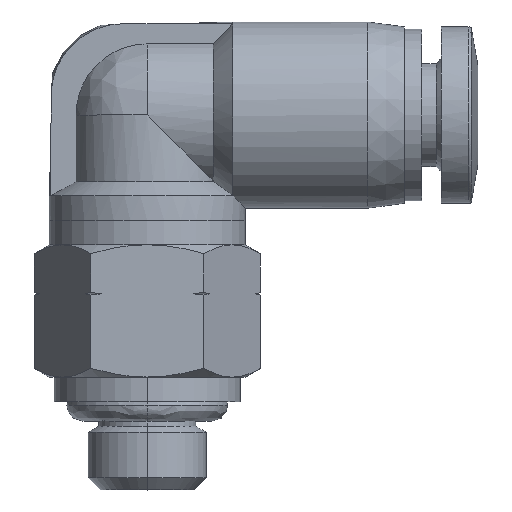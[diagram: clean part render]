
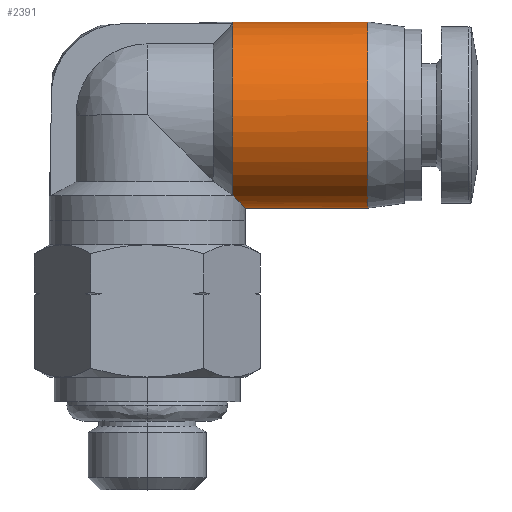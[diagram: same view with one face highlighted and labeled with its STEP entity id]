
A CAD part, top view. The second image highlights one B-rep face of the part: STEP entity #2391.
In plain terms, the highlighted cylindrical face has radius 3.8 mm (diameter 7.6 mm), a partial arc.
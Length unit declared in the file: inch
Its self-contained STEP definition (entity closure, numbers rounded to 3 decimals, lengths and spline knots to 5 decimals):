
#83 = FACE_OUTER_BOUND ( 'NONE', #1250, .T. ) ;
#222 = CARTESIAN_POINT ( 'NONE',  ( 0.35433, 0.3189, 0. ) ) ;
#236 = EDGE_CURVE ( 'NONE', #4154, #1904, #1649, .T. ) ;
#252 = ORIENTED_EDGE ( 'NONE', *, *, #1879, .T. ) ;
#350 = B_SPLINE_CURVE_WITH_KNOTS ( 'NONE', 3,
 ( #2481, #4631, #539, #3238 ),
 .UNSPECIFIED., .F., .F.,
 ( 4, 4 ),
 ( 0.5, 1. ),
 .UNSPECIFIED. ) ;
#403 = VERTEX_POINT ( 'NONE', #3409 ) ;
#449 = LINE ( 'NONE', #3254, #3289 ) ;
#452 = DIRECTION ( 'NONE',  ( 1., 0., 0. ) ) ;
#487 = DIRECTION ( 'NONE',  ( 1., 0., 0. ) ) ;
#539 = CARTESIAN_POINT ( 'NONE',  ( 0.1378, 0.31791, 0.01981 ) ) ;
#667 = ORIENTED_EDGE ( 'NONE', *, *, #3033, .F. ) ;
#944 = DIRECTION ( 'NONE',  ( 1., 0., 0. ) ) ;
#1010 = B_SPLINE_CURVE_WITH_KNOTS ( 'NONE', 3,
 ( #1472, #3736, #4088, #1861, #4441, #2246 ),
 .UNSPECIFIED., .F., .F.,
 ( 4, 2, 4 ),
 ( 0., 0.00102, 0.00204 ),
 .UNSPECIFIED. ) ;
#1115 = AXIS2_PLACEMENT_3D ( 'NONE', #3563, #1295, #3924 ) ;
#1116 = CARTESIAN_POINT ( 'NONE',  ( 0.1378, 0.3189, 0. ) ) ;
#1250 = EDGE_LOOP ( 'NONE', ( #3949, #3531, #1734, #2506, #252, #2821, #667 ) ) ;
#1295 = DIRECTION ( 'NONE',  ( -1., 0., 0. ) ) ;
#1330 = CARTESIAN_POINT ( 'NONE',  ( 0.15748, 0.01969, 0. ) ) ;
#1370 = CARTESIAN_POINT ( 'NONE',  ( 0.1378, 0.03976, 0.07485 ) ) ;
#1472 = CARTESIAN_POINT ( 'NONE',  ( 0.13892, 0.03937, 0.07418 ) ) ;
#1601 = VERTEX_POINT ( 'NONE', #1116 ) ;
#1649 = CIRCLE ( 'NONE', #2286, 0.14961 ) ;
#1734 = ORIENTED_EDGE ( 'NONE', *, *, #4352, .T. ) ;
#1861 = CARTESIAN_POINT ( 'NONE',  ( 0.15576, 0.02149, 0.02664 ) ) ;
#1879 = EDGE_CURVE ( 'NONE', #1601, #4154, #350, .T. ) ;
#1904 = VERTEX_POINT ( 'NONE', #3608 ) ;
#2246 = CARTESIAN_POINT ( 'NONE',  ( 0.15748, 0.01969, 0. ) ) ;
#2279 = EDGE_CURVE ( 'NONE', #4413, #403, #4036, .T. ) ;
#2286 = AXIS2_PLACEMENT_3D ( 'NONE', #3919, #4020, #3953 ) ;
#2315 = CARTESIAN_POINT ( 'NONE',  ( 0.1378, 0.31595, 0.02953 ) ) ;
#2391 = ADVANCED_FACE ( 'NONE', ( #83 ), #4761, .T. ) ;
#2481 = CARTESIAN_POINT ( 'NONE',  ( 0.1378, 0.3189, 0. ) ) ;
#2506 = ORIENTED_EDGE ( 'NONE', *, *, #4784, .F. ) ;
#2509 = CARTESIAN_POINT ( 'NONE',  ( 0.13854, 0.0395, 0.0744 ) ) ;
#2650 = VERTEX_POINT ( 'NONE', #3432 ) ;
#2821 = ORIENTED_EDGE ( 'NONE', *, *, #236, .T. ) ;
#2920 = B_SPLINE_CURVE_WITH_KNOTS ( 'NONE', 3,
 ( #3618, #2509, #3631, #1370 ),
 .UNSPECIFIED., .F., .F.,
 ( 4, 4 ),
 ( 0., 0.00003 ),
 .UNSPECIFIED. ) ;
#2937 = EDGE_CURVE ( 'NONE', #2650, #4413, #1010, .T. ) ;
#3033 = EDGE_CURVE ( 'NONE', #2650, #1904, #2920, .T. ) ;
#3073 = VECTOR ( 'NONE', #452, 39.37008 ) ;
#3191 = DIRECTION ( 'NONE',  ( 0., 1., 0. ) ) ;
#3235 = CIRCLE ( 'NONE', #1115, 0.14961 ) ;
#3238 = CARTESIAN_POINT ( 'NONE',  ( 0.1378, 0.31595, 0.02953 ) ) ;
#3254 = CARTESIAN_POINT ( 'NONE',  ( 0.24606, 0.3189, 0. ) ) ;
#3289 = VECTOR ( 'NONE', #944, 39.37008 ) ;
#3409 = CARTESIAN_POINT ( 'NONE',  ( 0.35433, 0.01969, 0. ) ) ;
#3432 = CARTESIAN_POINT ( 'NONE',  ( 0.13892, 0.03937, 0.07418 ) ) ;
#3531 = ORIENTED_EDGE ( 'NONE', *, *, #2279, .T. ) ;
#3563 = CARTESIAN_POINT ( 'NONE',  ( 0.35433, 0.16929, 0. ) ) ;
#3608 = CARTESIAN_POINT ( 'NONE',  ( 0.1378, 0.03976, 0.07485 ) ) ;
#3618 = CARTESIAN_POINT ( 'NONE',  ( 0.13892, 0.03937, 0.07418 ) ) ;
#3631 = CARTESIAN_POINT ( 'NONE',  ( 0.13817, 0.03963, 0.07463 ) ) ;
#3720 = AXIS2_PLACEMENT_3D ( 'NONE', #4268, #487, #3191 ) ;
#3736 = CARTESIAN_POINT ( 'NONE',  ( 0.1446, 0.03329, 0.06353 ) ) ;
#3919 = CARTESIAN_POINT ( 'NONE',  ( 0.1378, 0.16929, 0. ) ) ;
#3924 = DIRECTION ( 'NONE',  ( 0., 1., 0. ) ) ;
#3949 = ORIENTED_EDGE ( 'NONE', *, *, #2937, .T. ) ;
#3953 = DIRECTION ( 'NONE',  ( 0., 1., 0. ) ) ;
#4020 = DIRECTION ( 'NONE',  ( 1., 0., 0. ) ) ;
#4036 = LINE ( 'NONE', #4585, #3073 ) ;
#4088 = CARTESIAN_POINT ( 'NONE',  ( 0.14923, 0.02839, 0.05198 ) ) ;
#4154 = VERTEX_POINT ( 'NONE', #2315 ) ;
#4268 = CARTESIAN_POINT ( 'NONE',  ( 0.24606, 0.16929, 0. ) ) ;
#4352 = EDGE_CURVE ( 'NONE', #403, #4841, #3235, .T. ) ;
#4413 = VERTEX_POINT ( 'NONE', #1330 ) ;
#4441 = CARTESIAN_POINT ( 'NONE',  ( 0.15748, 0.01969, 0.01352 ) ) ;
#4585 = CARTESIAN_POINT ( 'NONE',  ( 0.24606, 0.01969, 0. ) ) ;
#4631 = CARTESIAN_POINT ( 'NONE',  ( 0.1378, 0.3189, 0.00991 ) ) ;
#4761 = CYLINDRICAL_SURFACE ( 'NONE', #3720, 0.14961 ) ;
#4784 = EDGE_CURVE ( 'NONE', #1601, #4841, #449, .T. ) ;
#4841 = VERTEX_POINT ( 'NONE', #222 ) ;
